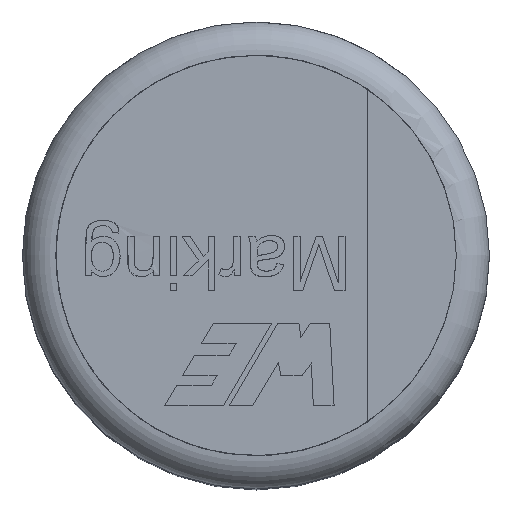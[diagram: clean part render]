
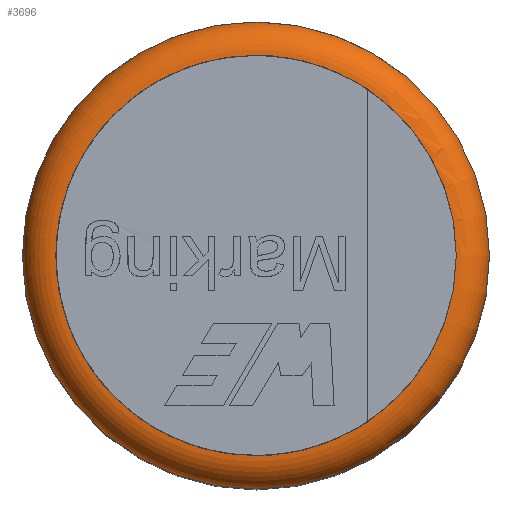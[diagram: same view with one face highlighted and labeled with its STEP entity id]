
A CAD part, top view. The second image highlights one B-rep face of the part: STEP entity #3696.
In plain terms, the highlighted toroidal (fillet/blend) face has major radius 2.702 mm and minor radius 0.448 mm.
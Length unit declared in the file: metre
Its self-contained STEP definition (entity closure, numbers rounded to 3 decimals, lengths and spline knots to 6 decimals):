
#27=TOROIDAL_SURFACE('',#3883,0.002702,0.000448);
#65=CIRCLE('',#3842,0.002702);
#86=CIRCLE('',#3884,0.00315);
#87=CIRCLE('',#3885,0.002702);
#658=ORIENTED_EDGE('',*,*,#1141,.F.);
#659=ORIENTED_EDGE('',*,*,#1142,.T.);
#660=ORIENTED_EDGE('',*,*,#1120,.T.);
#1120=EDGE_CURVE('',#1371,#1370,#65,.T.);
#1141=EDGE_CURVE('',#1392,#1392,#86,.T.);
#1142=EDGE_CURVE('',#1370,#1371,#87,.T.);
#1370=VERTEX_POINT('',#5625);
#1371=VERTEX_POINT('',#5626);
#1392=VERTEX_POINT('',#5693);
#2054=EDGE_LOOP('',(#658));
#2055=EDGE_LOOP('',(#659,#660));
#2285=FACE_BOUND('',#2054,.T.);
#2286=FACE_BOUND('',#2055,.T.);
#3696=ADVANCED_FACE('',(#2285,#2286),#27,.T.);
#3842=AXIS2_PLACEMENT_3D('',#5630,#4387,#4388);
#3883=AXIS2_PLACEMENT_3D('',#5691,#4469,#4470);
#3884=AXIS2_PLACEMENT_3D('',#5692,#4471,#4472);
#3885=AXIS2_PLACEMENT_3D('',#5694,#4473,#4474);
#4387=DIRECTION('',(0.,0.,-1.));
#4388=DIRECTION('',(1.,0.,0.));
#4469=DIRECTION('',(0.,0.,-1.));
#4470=DIRECTION('',(-1.,0.,0.));
#4471=DIRECTION('',(0.,0.,-1.));
#4472=DIRECTION('',(-1.,0.,0.));
#4473=DIRECTION('',(0.,0.,-1.));
#4474=DIRECTION('',(-1.,0.,0.));
#5625=CARTESIAN_POINT('',(-0.0015,0.002247,0.00811));
#5626=CARTESIAN_POINT('',(-0.0015,-0.002247,0.00811));
#5630=CARTESIAN_POINT('',(0.,0.,0.00811));
#5691=CARTESIAN_POINT('',(0.,0.,0.007662));
#5692=CARTESIAN_POINT('',(0.,0.,0.007662));
#5693=CARTESIAN_POINT('',(-0.00315,0.,0.007662));
#5694=CARTESIAN_POINT('',(0.,0.,0.00811));
